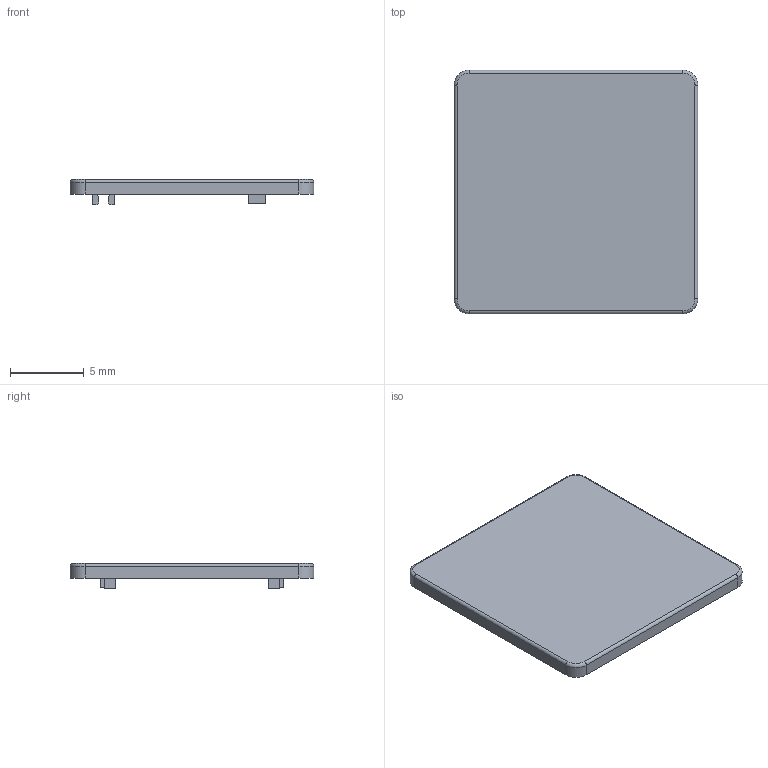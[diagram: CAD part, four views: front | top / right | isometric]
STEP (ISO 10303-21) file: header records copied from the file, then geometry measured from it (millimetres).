
FILE_DESCRIPTION(('Open CASCADE Model'),'2;1');
FILE_NAME('Open CASCADE Shape Model','2022-10-01T00:06:09',('Author'),( 'Open CASCADE'),'Open CASCADE STEP processor 7.5','Open CASCADE 7.5' ,'Unknown');
FILE_SCHEMA(('AUTOMOTIVE_DESIGN { 1 0 10303 214 1 1 1 1 }'));
Length unit declared in the file: millimetre
Products named in the file (1): Open CASCADE STEP translator 7.5 1
Bounding box: 16.5 x 16.5 x 1.7 mm (x, y, z)
Volume: 153.9 mm3; surface area: 656.2 mm2
Topology: 1 solids, 1 shells, 75 faces, 190 edges, 124 vertices
Faces by surface type: plane 55, cylinder 16, torus 4
Entity records: 4716 total; most frequent: CARTESIAN_POINT 842, DIRECTION 726, LINE 486, VECTOR 486, ORIENTED_EDGE 380, PCURVE 380, DEFINITIONAL_REPRESENTATION 380, EDGE_CURVE 190
